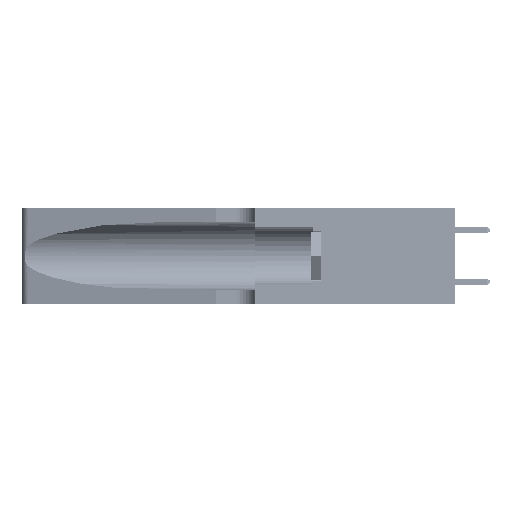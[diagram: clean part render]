
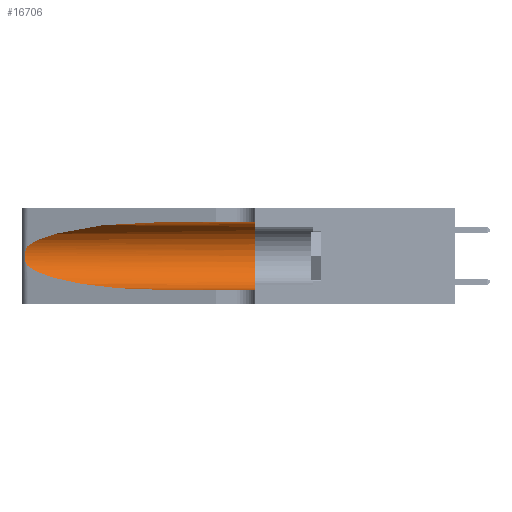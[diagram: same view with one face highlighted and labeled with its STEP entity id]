
A CAD part, left-side view. The second image highlights one B-rep face of the part: STEP entity #16706.
In plain terms, the highlighted cylindrical face has radius 3.308 mm (diameter 6.617 mm), a partial arc.
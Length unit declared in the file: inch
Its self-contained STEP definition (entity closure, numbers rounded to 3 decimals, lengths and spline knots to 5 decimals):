
#187 = CARTESIAN_POINT ( 'NONE',  ( 0.2373, 1.15595, 0.08982 ) ) ;
#343 = CARTESIAN_POINT ( 'NONE',  ( 0.18966, 0.96281, 0.05475 ) ) ;
#996 = CARTESIAN_POINT ( 'NONE',  ( 0.25856, 1.23593, 0.16098 ) ) ;
#1314 = CARTESIAN_POINT ( 'NONE',  ( 0.25787, 1.23484, 0.2124 ) ) ;
#2778 = CARTESIAN_POINT ( 'NONE',  ( 0.25487, 1.22718, 0.22369 ) ) ;
#3815 = CARTESIAN_POINT ( 'NONE',  ( 0.1305, 0.35, 0.185 ) ) ;
#3996 = CARTESIAN_POINT ( 'NONE',  ( 0.25487, 1.22718, 0.14631 ) ) ;
#4425 = CARTESIAN_POINT ( 'NONE',  ( 0.1305, 0.72297, 0.05475 ) ) ;
#4483 = CARTESIAN_POINT ( 'NONE',  ( 0.1305, 0.35, 0.05475 ) ) ;
#4695 = EDGE_CURVE ( 'NONE', #30822, #46735, #32739, .T. ) ;
#4795 = CARTESIAN_POINT ( 'NONE',  ( 0.25789, 1.23486, 0.15765 ) ) ;
#4961 = CARTESIAN_POINT ( 'NONE',  ( 0.25639, 1.23184, 0.21858 ) ) ;
#6783 = VECTOR ( 'NONE', #40802, 39.37008 ) ;
#8553 = DIRECTION ( 'NONE',  ( 0., -1., 0. ) ) ;
#8737 = CARTESIAN_POINT ( 'NONE',  ( 0.25639, 1.23186, 0.15144 ) ) ;
#9590 =( BOUNDED_CURVE ( )  B_SPLINE_CURVE ( 3, ( #43772, #10328, #24879, #10174 ),
 .UNSPECIFIED., .F., .F. ) 
 B_SPLINE_CURVE_WITH_KNOTS ( ( 4, 4 ),
 ( 1.5708, 2.84003 ),
 .UNSPECIFIED. ) 
 CURVE ( )  GEOMETRIC_REPRESENTATION_ITEM ( )  RATIONAL_B_SPLINE_CURVE ( ( 1., 0.87, 0.87, 1. ) ) 
 REPRESENTATION_ITEM ( '' )  );
#10174 = CARTESIAN_POINT ( 'NONE',  ( 0.25487, 1.22718, 0.22369 ) ) ;
#10178 = CARTESIAN_POINT ( 'NONE',  ( 0.1305, 1.61858, 0.31525 ) ) ;
#10328 = CARTESIAN_POINT ( 'NONE',  ( 0.18966, 0.96281, 0.31525 ) ) ;
#10832 = ORIENTED_EDGE ( 'NONE', *, *, #23138, .F. ) ;
#11383 = DIRECTION ( 'NONE',  ( 0., 1., 0. ) ) ;
#13543 = CARTESIAN_POINT ( 'NONE',  ( 0.1305, 0.72297, 0.31525 ) ) ;
#14526 = CARTESIAN_POINT ( 'NONE',  ( 0.1305, 0.35, 0.31525 ) ) ;
#15917 = ORIENTED_EDGE ( 'NONE', *, *, #39973, .T. ) ;
#16061 = VERTEX_POINT ( 'NONE', #13543 ) ;
#16324 = DIRECTION ( 'NONE',  ( 0., 0., -1. ) ) ;
#16337 = CARTESIAN_POINT ( 'NONE',  ( 0.26018, 1.23835, 0.19895 ) ) ;
#16372 = AXIS2_PLACEMENT_3D ( 'NONE', #39202, #8553, #16324 ) ;
#16395 = DIRECTION ( 'NONE',  ( 0., -1., 0. ) ) ;
#16706 = ADVANCED_FACE ( 'NONE', ( #21301 ), #42565, .F. ) ;
#20132 = ORIENTED_EDGE ( 'NONE', *, *, #27939, .T. ) ;
#20447 = CARTESIAN_POINT ( 'NONE',  ( 0.25854, 1.2359, 0.20912 ) ) ;
#20611 = CARTESIAN_POINT ( 'NONE',  ( 0.26017, 1.23833, 0.17102 ) ) ;
#21301 = FACE_OUTER_BOUND ( 'NONE', #35480, .T. ) ;
#23138 = EDGE_CURVE ( 'NONE', #16061, #30822, #47596, .T. ) ;
#24619 = VECTOR ( 'NONE', #16395, 39.37008 ) ;
#24741 = CARTESIAN_POINT ( 'NONE',  ( 0.25555, 1.22993, 0.14849 ) ) ;
#24879 = CARTESIAN_POINT ( 'NONE',  ( 0.2373, 1.15595, 0.28018 ) ) ;
#25012 =( BOUNDED_CURVE ( )  B_SPLINE_CURVE ( 3, ( #3996, #187, #343, #33594 ),
 .UNSPECIFIED., .F., .F. ) 
 B_SPLINE_CURVE_WITH_KNOTS ( ( 4, 4 ),
 ( 3.44316, 4.71239 ),
 .UNSPECIFIED. ) 
 CURVE ( )  GEOMETRIC_REPRESENTATION_ITEM ( )  RATIONAL_B_SPLINE_CURVE ( ( 1., 0.87, 0.87, 1. ) ) 
 REPRESENTATION_ITEM ( '' )  );
#25148 = CARTESIAN_POINT ( 'NONE',  ( 0.25487, 1.22718, 0.14631 ) ) ;
#26611 = VERTEX_POINT ( 'NONE', #25148 ) ;
#26730 = ORIENTED_EDGE ( 'NONE', *, *, #4695, .F. ) ;
#27939 = EDGE_CURVE ( 'NONE', #16061, #29542, #9590, .T. ) ;
#28589 = CARTESIAN_POINT ( 'NONE',  ( 0.25487, 1.22718, 0.14631 ) ) ;
#29542 = VERTEX_POINT ( 'NONE', #2778 ) ;
#30364 = ORIENTED_EDGE ( 'NONE', *, *, #46613, .T. ) ;
#30822 = VERTEX_POINT ( 'NONE', #14526 ) ;
#31617 = CARTESIAN_POINT ( 'NONE',  ( 0.1305, 1.61858, 0.05475 ) ) ;
#31720 = CARTESIAN_POINT ( 'NONE',  ( 0.25555, 1.22994, 0.2215 ) ) ;
#31882 = CARTESIAN_POINT ( 'NONE',  ( 0.25487, 1.22718, 0.22369 ) ) ;
#32739 = CIRCLE ( 'NONE', #47808, 0.13025 ) ;
#33431 = EDGE_CURVE ( 'NONE', #47474, #46735, #48297, .T. ) ;
#33594 = CARTESIAN_POINT ( 'NONE',  ( 0.1305, 0.72297, 0.05475 ) ) ;
#33839 = B_SPLINE_CURVE_WITH_KNOTS ( 'NONE', 3,
 ( #31882, #31720, #4961, #1314, #20447, #16337, #35732, #43310, #20611, #996, #4795, #8737, #24741, #28589 ),
 .UNSPECIFIED., .F., .F.,
 ( 4, 2, 2, 2, 2, 2, 4 ),
 ( 0., 0.00027, 0.00053, 0.00107, 0.0016, 0.00187, 0.00214 ),
 .UNSPECIFIED. ) ;
#34066 = DIRECTION ( 'NONE',  ( 0., 0., 1. ) ) ;
#35480 = EDGE_LOOP ( 'NONE', ( #20132, #15917, #30364, #41521, #26730, #10832 ) ) ;
#35732 = CARTESIAN_POINT ( 'NONE',  ( 0.26075, 1.23896, 0.19203 ) ) ;
#39202 = CARTESIAN_POINT ( 'NONE',  ( 0.1305, 1.61858, 0.185 ) ) ;
#39973 = EDGE_CURVE ( 'NONE', #29542, #26611, #33839, .T. ) ;
#40802 = DIRECTION ( 'NONE',  ( 0., -1., 0. ) ) ;
#41521 = ORIENTED_EDGE ( 'NONE', *, *, #33431, .T. ) ;
#42565 = CYLINDRICAL_SURFACE ( 'NONE', #16372, 0.13025 ) ;
#43310 = CARTESIAN_POINT ( 'NONE',  ( 0.26075, 1.23896, 0.178 ) ) ;
#43772 = CARTESIAN_POINT ( 'NONE',  ( 0.1305, 0.72297, 0.31525 ) ) ;
#46613 = EDGE_CURVE ( 'NONE', #26611, #47474, #25012, .T. ) ;
#46735 = VERTEX_POINT ( 'NONE', #4483 ) ;
#47474 = VERTEX_POINT ( 'NONE', #4425 ) ;
#47596 = LINE ( 'NONE', #10178, #6783 ) ;
#47808 = AXIS2_PLACEMENT_3D ( 'NONE', #3815, #11383, #34066 ) ;
#48297 = LINE ( 'NONE', #31617, #24619 ) ;
